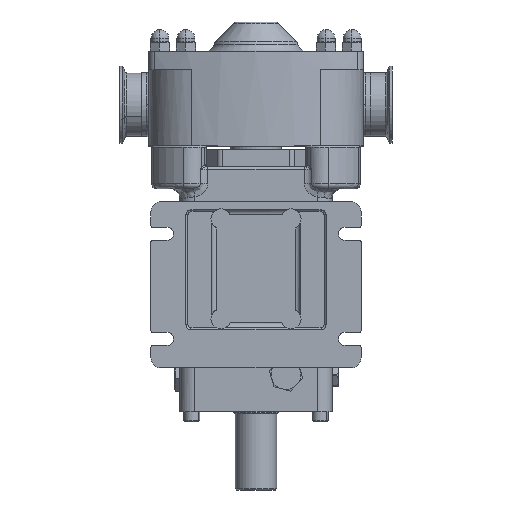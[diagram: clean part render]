
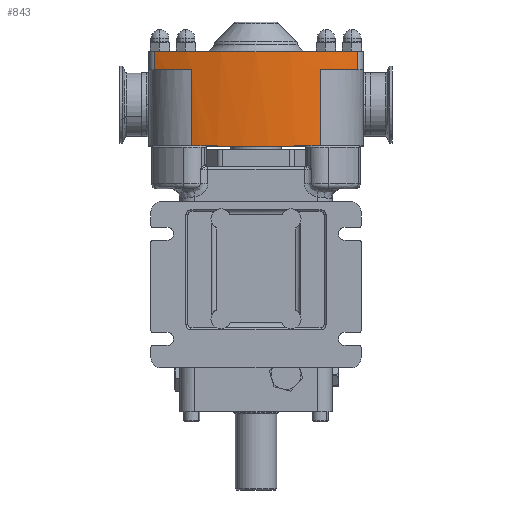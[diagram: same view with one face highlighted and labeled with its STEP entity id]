
A CAD part, front view. The second image highlights one B-rep face of the part: STEP entity #843.
In plain terms, the highlighted cylindrical face has radius 231 mm (diameter 462 mm), a partial arc.
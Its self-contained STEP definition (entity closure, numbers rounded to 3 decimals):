
#354 = CIRCLE ( 'NONE', #22066, 231. ) ;
#358 = DIRECTION ( 'NONE',  ( 0., 0., 1. ) ) ;
#843 = ADVANCED_FACE ( 'NONE', ( #22758 ), #20439, .T. ) ;
#1059 = CARTESIAN_POINT ( 'NONE',  ( -101.389, -126.56, 35. ) ) ;
#1221 = EDGE_CURVE ( 'NONE', #12766, #26916, #29360, .T. ) ;
#1258 = CARTESIAN_POINT ( 'NONE',  ( 0., 81., 35. ) ) ;
#1456 = VERTEX_POINT ( 'NONE', #23895 ) ;
#1664 = CARTESIAN_POINT ( 'NONE',  ( 0., 81., -149.253 ) ) ;
#1947 = AXIS2_PLACEMENT_3D ( 'NONE', #7067, #25364, #4597 ) ;
#1984 = DIRECTION ( 'NONE',  ( 1., 0., 0. ) ) ;
#2343 = VECTOR ( 'NONE', #11166, 1000. ) ;
#2679 = DIRECTION ( 'NONE',  ( 0., 0., -1. ) ) ;
#2978 = ORIENTED_EDGE ( 'NONE', *, *, #19867, .T. ) ;
#3061 = ORIENTED_EDGE ( 'NONE', *, *, #9512, .F. ) ;
#3313 = VECTOR ( 'NONE', #27641, 1000. ) ;
#3320 = AXIS2_PLACEMENT_3D ( 'NONE', #13428, #10441, #6220 ) ;
#4210 = DIRECTION ( 'NONE',  ( 0., 0., 1. ) ) ;
#4381 = LINE ( 'NONE', #27635, #27358 ) ;
#4597 = DIRECTION ( 'NONE',  ( -1., 0., 0. ) ) ;
#4675 = VERTEX_POINT ( 'NONE', #22474 ) ;
#4789 = CIRCLE ( 'NONE', #3320, 231. ) ;
#5159 = CARTESIAN_POINT ( 'NONE',  ( 64.465, -140.823, -41. ) ) ;
#5241 = ORIENTED_EDGE ( 'NONE', *, *, #11240, .T. ) ;
#5740 = AXIS2_PLACEMENT_3D ( 'NONE', #16870, #358, #26116 ) ;
#6220 = DIRECTION ( 'NONE',  ( 1., 0., 0. ) ) ;
#6762 = VECTOR ( 'NONE', #8188, 1000. ) ;
#7067 = CARTESIAN_POINT ( 'NONE',  ( 0., 81., -41. ) ) ;
#7312 = CARTESIAN_POINT ( 'NONE',  ( 101.389, -126.56, 53. ) ) ;
#8188 = DIRECTION ( 'NONE',  ( 0., 0., 1. ) ) ;
#8286 = CARTESIAN_POINT ( 'NONE',  ( 0., 81., -41. ) ) ;
#8361 = CARTESIAN_POINT ( 'NONE',  ( 38.841, -146.711, -149.253 ) ) ;
#9216 = LINE ( 'NONE', #30157, #29751 ) ;
#9274 = EDGE_CURVE ( 'NONE', #23368, #12766, #13109, .T. ) ;
#9512 = EDGE_CURVE ( 'NONE', #20250, #12069, #4381, .T. ) ;
#9882 = VERTEX_POINT ( 'NONE', #12958 ) ;
#10302 = EDGE_CURVE ( 'NONE', #4675, #25840, #22978, .T. ) ;
#10441 = DIRECTION ( 'NONE',  ( 0., 0., -1. ) ) ;
#10526 = DIRECTION ( 'NONE',  ( 0., 0., -1. ) ) ;
#10822 = CARTESIAN_POINT ( 'NONE',  ( -38.841, -146.711, -149.253 ) ) ;
#11166 = DIRECTION ( 'NONE',  ( 0., 0., 1. ) ) ;
#11240 = EDGE_CURVE ( 'NONE', #26916, #12069, #4789, .T. ) ;
#12069 = VERTEX_POINT ( 'NONE', #27993 ) ;
#12388 = CARTESIAN_POINT ( 'NONE',  ( 0., 81., -41.5 ) ) ;
#12668 = ORIENTED_EDGE ( 'NONE', *, *, #27730, .T. ) ;
#12766 = VERTEX_POINT ( 'NONE', #13576 ) ;
#12929 = EDGE_LOOP ( 'NONE', ( #21761, #15391, #16838, #12668, #29704, #26477, #5241, #3061, #26861, #18240, #20209, #2978 ) ) ;
#12958 = CARTESIAN_POINT ( 'NONE',  ( -64.465, -140.823, -41. ) ) ;
#13109 = CIRCLE ( 'NONE', #5740, 231. ) ;
#13161 = EDGE_CURVE ( 'NONE', #9882, #25738, #9216, .T. ) ;
#13428 = CARTESIAN_POINT ( 'NONE',  ( 0., 81., 53. ) ) ;
#13559 = CARTESIAN_POINT ( 'NONE',  ( -38.841, -146.711, -41. ) ) ;
#13576 = CARTESIAN_POINT ( 'NONE',  ( 101.389, -126.56, 35. ) ) ;
#14254 = CIRCLE ( 'NONE', #1947, 231. ) ;
#14429 = DIRECTION ( 'NONE',  ( 0., 0., 1. ) ) ;
#14633 = AXIS2_PLACEMENT_3D ( 'NONE', #8286, #20273, #17665 ) ;
#15391 = ORIENTED_EDGE ( 'NONE', *, *, #19845, .T. ) ;
#16838 = ORIENTED_EDGE ( 'NONE', *, *, #10302, .T. ) ;
#16870 = CARTESIAN_POINT ( 'NONE',  ( 0., 81., 35. ) ) ;
#17665 = DIRECTION ( 'NONE',  ( -1., 0., 0. ) ) ;
#18093 = CARTESIAN_POINT ( 'NONE',  ( 64.465, -140.823, -149.253 ) ) ;
#18240 = ORIENTED_EDGE ( 'NONE', *, *, #13161, .F. ) ;
#18515 = EDGE_CURVE ( 'NONE', #20250, #25738, #354, .T. ) ;
#18775 = AXIS2_PLACEMENT_3D ( 'NONE', #12388, #2679, #21456 ) ;
#19011 = AXIS2_PLACEMENT_3D ( 'NONE', #1664, #23223, #1984 ) ;
#19845 = EDGE_CURVE ( 'NONE', #26696, #4675, #22785, .T. ) ;
#19867 = EDGE_CURVE ( 'NONE', #27266, #1456, #29593, .T. ) ;
#20209 = ORIENTED_EDGE ( 'NONE', *, *, #24193, .T. ) ;
#20250 = VERTEX_POINT ( 'NONE', #1059 ) ;
#20273 = DIRECTION ( 'NONE',  ( 0., 0., 1. ) ) ;
#20439 = CYLINDRICAL_SURFACE ( 'NONE', #19011, 231. ) ;
#21118 = LINE ( 'NONE', #18093, #2343 ) ;
#21456 = DIRECTION ( 'NONE',  ( -1., 0., 0. ) ) ;
#21761 = ORIENTED_EDGE ( 'NONE', *, *, #23296, .F. ) ;
#22066 = AXIS2_PLACEMENT_3D ( 'NONE', #1258, #22670, #29626 ) ;
#22474 = CARTESIAN_POINT ( 'NONE',  ( 38.841, -146.711, -41. ) ) ;
#22670 = DIRECTION ( 'NONE',  ( 0., 0., 1. ) ) ;
#22758 = FACE_OUTER_BOUND ( 'NONE', #12929, .T. ) ;
#22785 = LINE ( 'NONE', #8361, #6762 ) ;
#22954 = VECTOR ( 'NONE', #10526, 1000. ) ;
#22978 = CIRCLE ( 'NONE', #14633, 231. ) ;
#23223 = DIRECTION ( 'NONE',  ( 0., 0., 1. ) ) ;
#23296 = EDGE_CURVE ( 'NONE', #26696, #1456, #27652, .T. ) ;
#23368 = VERTEX_POINT ( 'NONE', #26718 ) ;
#23895 = CARTESIAN_POINT ( 'NONE',  ( -38.841, -146.711, -41.5 ) ) ;
#24193 = EDGE_CURVE ( 'NONE', #9882, #27266, #14254, .T. ) ;
#24432 = CARTESIAN_POINT ( 'NONE',  ( 101.389, -126.56, 32. ) ) ;
#25364 = DIRECTION ( 'NONE',  ( 0., 0., 1. ) ) ;
#25738 = VERTEX_POINT ( 'NONE', #26578 ) ;
#25840 = VERTEX_POINT ( 'NONE', #5159 ) ;
#26116 = DIRECTION ( 'NONE',  ( 1., 0., 0. ) ) ;
#26477 = ORIENTED_EDGE ( 'NONE', *, *, #1221, .T. ) ;
#26578 = CARTESIAN_POINT ( 'NONE',  ( -64.465, -140.823, 35. ) ) ;
#26696 = VERTEX_POINT ( 'NONE', #29643 ) ;
#26718 = CARTESIAN_POINT ( 'NONE',  ( 64.465, -140.823, 35. ) ) ;
#26861 = ORIENTED_EDGE ( 'NONE', *, *, #18515, .T. ) ;
#26916 = VERTEX_POINT ( 'NONE', #7312 ) ;
#27266 = VERTEX_POINT ( 'NONE', #13559 ) ;
#27358 = VECTOR ( 'NONE', #4210, 1000. ) ;
#27635 = CARTESIAN_POINT ( 'NONE',  ( -101.389, -126.56, 32. ) ) ;
#27641 = DIRECTION ( 'NONE',  ( 0., 0., 1. ) ) ;
#27652 = CIRCLE ( 'NONE', #18775, 231. ) ;
#27730 = EDGE_CURVE ( 'NONE', #25840, #23368, #21118, .T. ) ;
#27993 = CARTESIAN_POINT ( 'NONE',  ( -101.389, -126.56, 53. ) ) ;
#29360 = LINE ( 'NONE', #24432, #3313 ) ;
#29593 = LINE ( 'NONE', #10822, #22954 ) ;
#29626 = DIRECTION ( 'NONE',  ( 1., 0., 0. ) ) ;
#29643 = CARTESIAN_POINT ( 'NONE',  ( 38.841, -146.711, -41.5 ) ) ;
#29704 = ORIENTED_EDGE ( 'NONE', *, *, #9274, .T. ) ;
#29751 = VECTOR ( 'NONE', #14429, 1000. ) ;
#30157 = CARTESIAN_POINT ( 'NONE',  ( -64.465, -140.823, -149.253 ) ) ;
